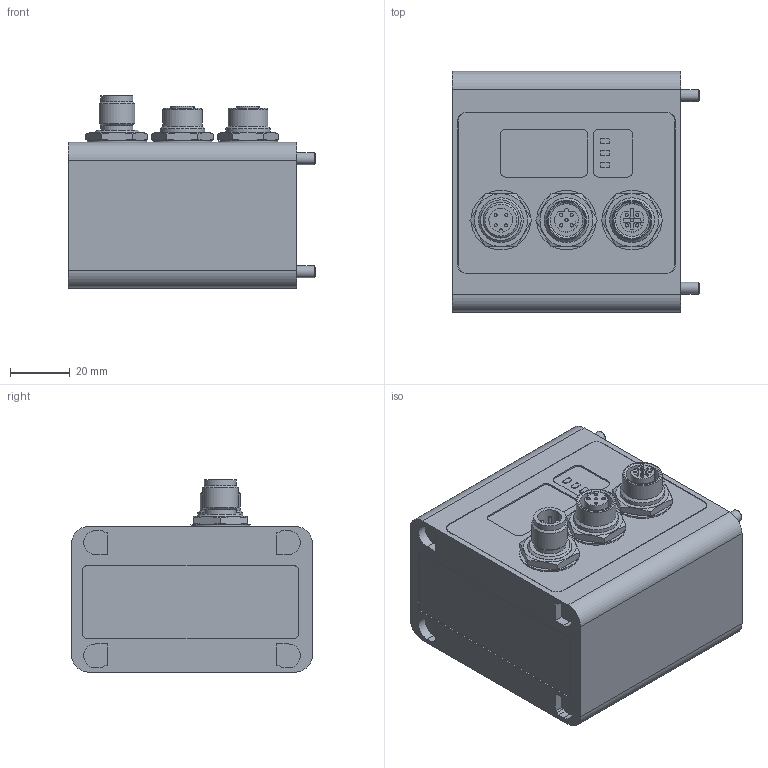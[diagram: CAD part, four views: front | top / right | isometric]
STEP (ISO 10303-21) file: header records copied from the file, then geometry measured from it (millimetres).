
FILE_DESCRIPTION( ( 'STEP AP214' ), '1' );
FILE_NAME( '5725.32F.EI.stp', '2022-03-24T18:19:36', ( 'License CC BY-ND 4.0' ), ( 'CADENAS' ), ' ', 'PARTsolutions', ' ' );
FILE_SCHEMA( ( 'AUTOMOTIVE_DESIGN { 1 0 10303 214 1 1 1 1 }' ) );
Length unit declared in the file: millimetre
Products named in the file (1): _5725.32F.EI
Bounding box: 83 x 81 x 64.6 mm (x, y, z)
Volume: 305431.6 mm3; surface area: 32134.2 mm2
Topology: 1 solids, 1 shells, 263 faces, 635 edges, 419 vertices
Faces by surface type: plane 149, cylinder 95, cone 19
Full cylindrical faces by diameter (mm): 1 x4, 1.1 x10, 4 x4, 10.7 x2, 11 x2, 12 x1, 13.4 x2, 15 x3, 20 x3
Entity records: 9698 total; most frequent: CARTESIAN_POINT 1548, DIRECTION 1272, ORIENTED_EDGE 1150, EDGE_CURVE 575, AXIS2_PLACEMENT_3D 469, VERTEX_POINT 409, EDGE_LOOP 358, LINE 334
